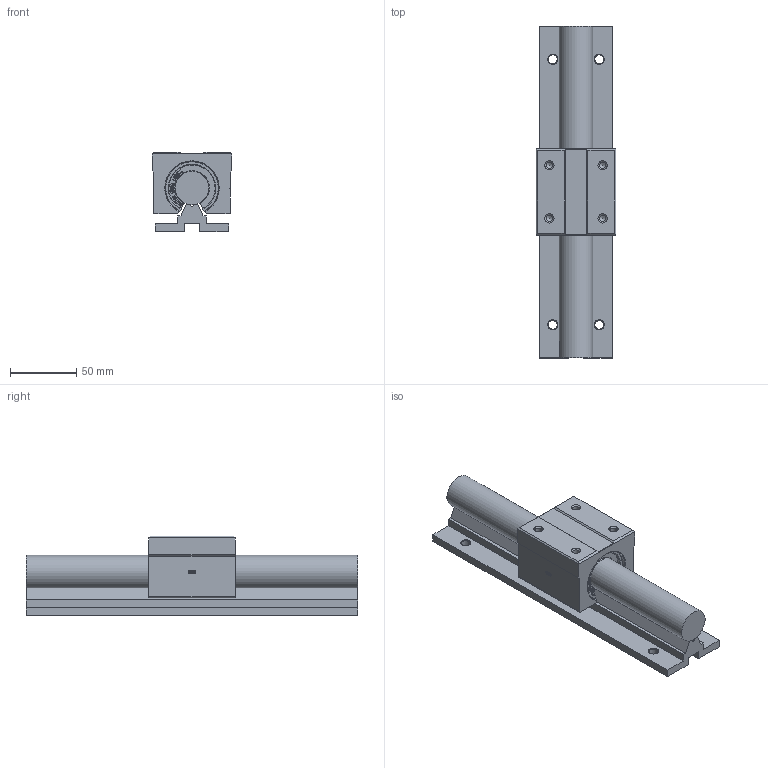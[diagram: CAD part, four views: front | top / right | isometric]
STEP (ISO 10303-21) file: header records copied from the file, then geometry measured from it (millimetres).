
FILE_DESCRIPTION(/* description */ (''),/* implementation_level */ '2;1');
FILE_NAME(/* name */ 'SBR25UU.stp',/* time_stamp */ '2019-06-10T14:19:45+09:00',/* author */ ('YCK'),/* organization */ (''),/* preprocessor_version */ 'ST-DEVELOPER v17',/* originating_system */ 'Autodesk Inventor 2019',/* authorisation */ '');
FILE_SCHEMA (('AUTOMOTIVE_DESIGN { 1 0 10303 214 3 1 1 }'));
Length unit declared in the file: millimetre
Products named in the file (4): SBR25UU; LM25UUOP; SBR25UU_1; SBS25
Assembly tree (3 placements, depth 2):
  SBR25UU
    LM25UUOP
    SBR25UU_1
    SBS25
Bounding box: 60 x 250 x 60 mm (x, y, z)
Volume: 372254.8 mm3; surface area: 98527.4 mm2
Topology: 4 solids, 4 shells, 1323 faces, 3778 edges, 2518 vertices
Faces by surface type: bspline 888, plane 365, cone 36, cylinder 32, torus 2
Full cylindrical faces by diameter (mm): 3.242 x4, 4.917 x4, 6.6 x6
Entity records: 45821 total; most frequent: CARTESIAN_POINT 16058, ORIENTED_EDGE 7536, EDGE_CURVE 3768, DIRECTION 2988, VERTEX_POINT 2518, LINE 1836, VECTOR 1836, B_SPLINE_CURVE_WITH_KNOTS 1790
